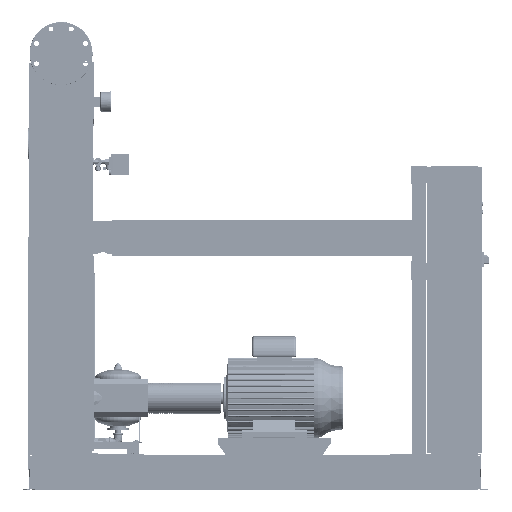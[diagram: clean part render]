
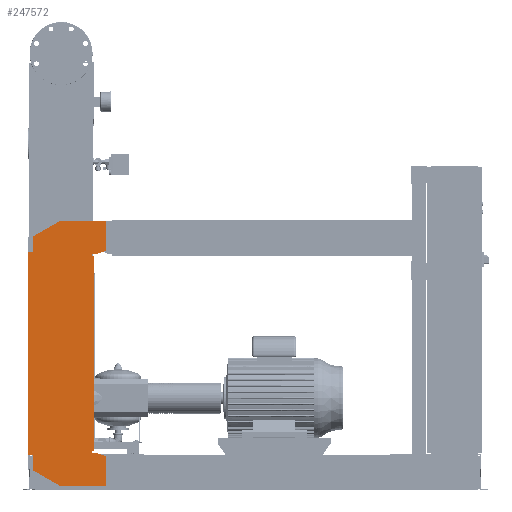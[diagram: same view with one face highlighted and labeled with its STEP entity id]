
A CAD part, front view. The second image highlights one B-rep face of the part: STEP entity #247572.
In plain terms, the highlighted free-form (B-spline) face has degree [1, 1] with [2, 2] control points.
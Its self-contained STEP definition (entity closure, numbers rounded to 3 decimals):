
#247057=CARTESIAN_POINT('',(-129.0,-741.5,1076.0));
#247058=VERTEX_POINT('',#247057);
#247065=CARTESIAN_POINT('',(-129.,-741.5,1142.986));
#247066=VERTEX_POINT('',#247065);
#247067=CARTESIAN_POINT('',(-129.0,-741.5,1076.0));
#247068=DIRECTION('',(0.0,0.0,1.0));
#247069=VECTOR('',#247068,66.986);
#247070=LINE('',#247067,#247069);
#247071=EDGE_CURVE('',#247058,#247066,#247070,.T.);
#247089=CARTESIAN_POINT('',(-6.0,-741.5,1214.0));
#247090=VERTEX_POINT('',#247089);
#247091=CARTESIAN_POINT('',(-129.,-741.5,1142.986));
#247092=DIRECTION('',(0.866,0.0,0.5));
#247093=VECTOR('',#247092,142.028);
#247094=LINE('',#247091,#247093);
#247095=EDGE_CURVE('',#247066,#247090,#247094,.T.);
#247113=CARTESIAN_POINT('',(204.,-741.5,1214.0));
#247114=VERTEX_POINT('',#247113);
#247115=CARTESIAN_POINT('',(-6.0,-741.5,1214.0));
#247116=DIRECTION('',(1.0,0.0,0.0));
#247117=VECTOR('',#247116,210.);
#247118=LINE('',#247115,#247117);
#247119=EDGE_CURVE('',#247090,#247114,#247118,.T.);
#247137=CARTESIAN_POINT('',(204.0,-741.5,1080.379));
#247138=VERTEX_POINT('',#247137);
#247139=CARTESIAN_POINT('',(204.,-741.5,1214.0));
#247140=DIRECTION('',(0.0,0.0,-1.0));
#247141=VECTOR('',#247140,133.621);
#247142=LINE('',#247139,#247141);
#247143=EDGE_CURVE('',#247114,#247138,#247142,.T.);
#247161=CARTESIAN_POINT('',(159.0,-741.5,1064.0));
#247162=VERTEX_POINT('',#247161);
#247163=CARTESIAN_POINT('',(204.0,-741.5,1080.379));
#247164=DIRECTION('',(-0.94,0.0,-0.342));
#247165=VECTOR('',#247164,47.888);
#247166=LINE('',#247163,#247165);
#247167=EDGE_CURVE('',#247138,#247162,#247166,.T.);
#247185=CARTESIAN_POINT('',(139.0,-741.5,1064.0));
#247186=VERTEX_POINT('',#247185);
#247187=CARTESIAN_POINT('',(159.0,-741.5,1064.0));
#247188=DIRECTION('',(-1.0,0.0,0.0));
#247189=VECTOR('',#247188,20.0);
#247190=LINE('',#247187,#247189);
#247191=EDGE_CURVE('',#247162,#247186,#247190,.T.);
#247209=CARTESIAN_POINT('',(139.0,-741.5,1056.0));
#247210=VERTEX_POINT('',#247209);
#247211=CARTESIAN_POINT('',(139.0,-741.5,1064.0));
#247212=DIRECTION('',(0.0,0.0,-1.0));
#247213=VECTOR('',#247212,8.0);
#247214=LINE('',#247211,#247213);
#247215=EDGE_CURVE('',#247186,#247210,#247214,.T.);
#247233=CARTESIAN_POINT('',(147.,-741.5,1056.0));
#247234=VERTEX_POINT('',#247233);
#247235=CARTESIAN_POINT('',(139.0,-741.5,1056.0));
#247236=DIRECTION('',(1.0,0.0,0.0));
#247237=VECTOR('',#247236,8.);
#247238=LINE('',#247235,#247237);
#247239=EDGE_CURVE('',#247210,#247234,#247238,.T.);
#247257=CARTESIAN_POINT('',(147.,-741.5,176.));
#247258=VERTEX_POINT('',#247257);
#247269=CARTESIAN_POINT('',(147.,-741.5,1056.0));
#247270=DIRECTION('',(0.0,0.0,-1.0));
#247271=VECTOR('',#247270,880.);
#247272=LINE('',#247269,#247271);
#247273=EDGE_CURVE('',#247234,#247258,#247272,.T.);
#247287=CARTESIAN_POINT('',(139.,-741.5,176.));
#247288=VERTEX_POINT('',#247287);
#247289=CARTESIAN_POINT('',(147.,-741.5,176.));
#247290=DIRECTION('',(-1.0,0.0,0.0));
#247291=VECTOR('',#247290,8.0);
#247292=LINE('',#247289,#247291);
#247293=EDGE_CURVE('',#247258,#247288,#247292,.T.);
#247311=CARTESIAN_POINT('',(139.,-741.5,168.));
#247312=VERTEX_POINT('',#247311);
#247313=CARTESIAN_POINT('',(139.,-741.5,176.));
#247314=DIRECTION('',(0.0,0.0,-1.0));
#247315=VECTOR('',#247314,8.0);
#247316=LINE('',#247313,#247315);
#247317=EDGE_CURVE('',#247288,#247312,#247316,.T.);
#247335=CARTESIAN_POINT('',(159.,-741.5,168.));
#247336=VERTEX_POINT('',#247335);
#247337=CARTESIAN_POINT('',(139.,-741.5,168.));
#247338=DIRECTION('',(1.0,0.0,0.0));
#247339=VECTOR('',#247338,20.0);
#247340=LINE('',#247337,#247339);
#247341=EDGE_CURVE('',#247312,#247336,#247340,.T.);
#247359=CARTESIAN_POINT('',(204.,-741.5,151.621));
#247360=VERTEX_POINT('',#247359);
#247361=CARTESIAN_POINT('',(159.,-741.5,168.));
#247362=DIRECTION('',(0.94,0.0,-0.342));
#247363=VECTOR('',#247362,47.888);
#247364=LINE('',#247361,#247363);
#247365=EDGE_CURVE('',#247336,#247360,#247364,.T.);
#247383=CARTESIAN_POINT('',(204.,-741.5,18.0));
#247384=VERTEX_POINT('',#247383);
#247385=CARTESIAN_POINT('',(204.,-741.5,151.621));
#247386=DIRECTION('',(0.0,0.0,-1.0));
#247387=VECTOR('',#247386,133.621);
#247388=LINE('',#247385,#247387);
#247389=EDGE_CURVE('',#247360,#247384,#247388,.T.);
#247407=CARTESIAN_POINT('',(-4.,-741.5,18.0));
#247408=VERTEX_POINT('',#247407);
#247409=CARTESIAN_POINT('',(204.,-741.5,18.0));
#247410=DIRECTION('',(-1.0,0.0,0.0));
#247411=VECTOR('',#247410,208.);
#247412=LINE('',#247409,#247411);
#247413=EDGE_CURVE('',#247384,#247408,#247412,.T.);
#247431=CARTESIAN_POINT('',(-129.,-741.5,90.169));
#247432=VERTEX_POINT('',#247431);
#247433=CARTESIAN_POINT('',(-4.,-741.5,18.0));
#247434=DIRECTION('',(-0.866,0.0,0.5));
#247435=VECTOR('',#247434,144.338);
#247436=LINE('',#247433,#247435);
#247437=EDGE_CURVE('',#247408,#247432,#247436,.T.);
#247455=CARTESIAN_POINT('',(-129.,-741.5,156.0));
#247456=VERTEX_POINT('',#247455);
#247457=CARTESIAN_POINT('',(-129.,-741.5,90.169));
#247458=DIRECTION('',(0.0,0.0,1.0));
#247459=VECTOR('',#247458,65.831);
#247460=LINE('',#247457,#247459);
#247461=EDGE_CURVE('',#247432,#247456,#247460,.T.);
#247479=CARTESIAN_POINT('',(-149.,-741.5,156.0));
#247480=VERTEX_POINT('',#247479);
#247481=CARTESIAN_POINT('',(-129.,-741.5,156.0));
#247482=DIRECTION('',(-1.0,0.0,0.0));
#247483=VECTOR('',#247482,20.0);
#247484=LINE('',#247481,#247483);
#247485=EDGE_CURVE('',#247456,#247480,#247484,.T.);
#247503=CARTESIAN_POINT('',(-149.0,-741.5,1076.0));
#247504=VERTEX_POINT('',#247503);
#247517=CARTESIAN_POINT('',(-149.,-741.5,156.0));
#247518=DIRECTION('',(0.0,0.0,1.0));
#247519=VECTOR('',#247518,920.0);
#247520=LINE('',#247517,#247519);
#247521=EDGE_CURVE('',#247480,#247504,#247520,.T.);
#247535=CARTESIAN_POINT('',(-149.0,-741.5,1076.0));
#247536=DIRECTION('',(1.0,0.0,0.0));
#247537=VECTOR('',#247536,20.0);
#247538=LINE('',#247535,#247537);
#247539=EDGE_CURVE('',#247504,#247058,#247538,.T.);
#247545=CARTESIAN_POINT('',(-149.,-741.5,18.0));
#247546=CARTESIAN_POINT('',(204.,-741.5,18.0));
#247547=CARTESIAN_POINT('',(-149.,-741.5,1214.0));
#247548=CARTESIAN_POINT('',(204.,-741.5,1214.0));
#247549=B_SPLINE_SURFACE_WITH_KNOTS('',1,1,((#247545,#247547),(#247546,#247548)),.UNSPECIFIED.,.F.,.F.,.U.,(2,2),(2,2),(0.0,353.),(0.0,1196.0),.UNSPECIFIED.);
#247550=ORIENTED_EDGE('',*,*,#247539,.F.);
#247551=ORIENTED_EDGE('',*,*,#247521,.F.);
#247552=ORIENTED_EDGE('',*,*,#247485,.F.);
#247553=ORIENTED_EDGE('',*,*,#247461,.F.);
#247554=ORIENTED_EDGE('',*,*,#247437,.F.);
#247555=ORIENTED_EDGE('',*,*,#247413,.F.);
#247556=ORIENTED_EDGE('',*,*,#247389,.F.);
#247557=ORIENTED_EDGE('',*,*,#247365,.F.);
#247558=ORIENTED_EDGE('',*,*,#247341,.F.);
#247559=ORIENTED_EDGE('',*,*,#247317,.F.);
#247560=ORIENTED_EDGE('',*,*,#247293,.F.);
#247561=ORIENTED_EDGE('',*,*,#247273,.F.);
#247562=ORIENTED_EDGE('',*,*,#247239,.F.);
#247563=ORIENTED_EDGE('',*,*,#247215,.F.);
#247564=ORIENTED_EDGE('',*,*,#247191,.F.);
#247565=ORIENTED_EDGE('',*,*,#247167,.F.);
#247566=ORIENTED_EDGE('',*,*,#247143,.F.);
#247567=ORIENTED_EDGE('',*,*,#247119,.F.);
#247568=ORIENTED_EDGE('',*,*,#247095,.F.);
#247569=ORIENTED_EDGE('',*,*,#247071,.F.);
#247570=EDGE_LOOP('',(#247550,#247551,#247552,#247553,#247554,#247555,#247556,#247557,#247558,#247559,#247560,#247561,#247562,#247563,#247564,#247565,#247566,#247567,#247568,#247569));
#247571=FACE_OUTER_BOUND('',#247570,.T.);
#247572=ADVANCED_FACE('',(#247571),#247549,.T.);
